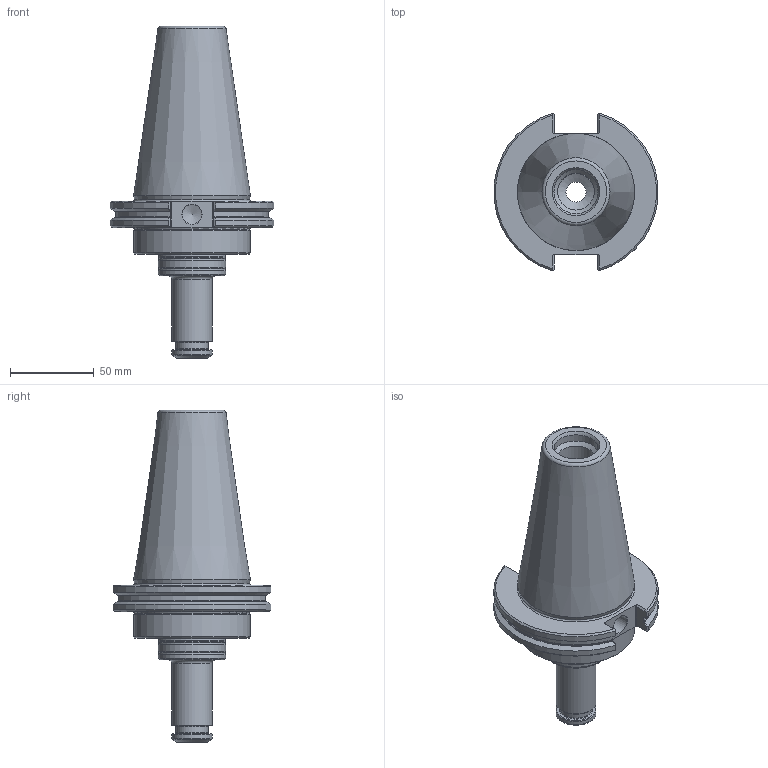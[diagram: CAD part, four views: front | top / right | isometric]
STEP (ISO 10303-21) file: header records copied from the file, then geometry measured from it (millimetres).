
FILE_DESCRIPTION(/* description */ (''),/* implementation_level */ '2;1');
FILE_NAME(/* name */ '435071551.stp',/* time_stamp */ '2021-01-12T12:05:32',/* author */ ('LRA'),/* organization */ ('REGO-FIX'),/* preprocessor_version */ ' Unknown',/* originating_system */ 'SIEMENS PLM Software Solid Edge ST10',/* authorization */ 'Unknown');
FILE_SCHEMA (('AUTOMOTIVE_DESIGN { 1 0 10303 214 2 1 1}'));
Length unit declared in the file: millimetre
Products named in the file (1): NOCUT
Bounding box: 98.08 x 94.39 x 198.7 mm (x, y, z)
Volume: 404030.3 mm3; surface area: 56360.9 mm2
Topology: 1 solids, 1 shells, 119 faces, 297 edges, 186 vertices
Faces by surface type: plane 35, cylinder 32, cone 28, torus 16, bspline 8
Full cylindrical faces by diameter (mm): 11.7 x1, 12 x1, 15 x1, 19.5 x1, 21.963 x3, 24 x2, 26.4 x1, 40.5 x3, 69.85 x1
Entity records: 4214 total; most frequent: CARTESIAN_POINT 855, DIRECTION 491, ORIENTED_EDGE 480, EDGE_CURVE 240, AXIS2_PLACEMENT_3D 209, VERTEX_POINT 176, FACE_BOUND 174, EDGE_LOOP 173
